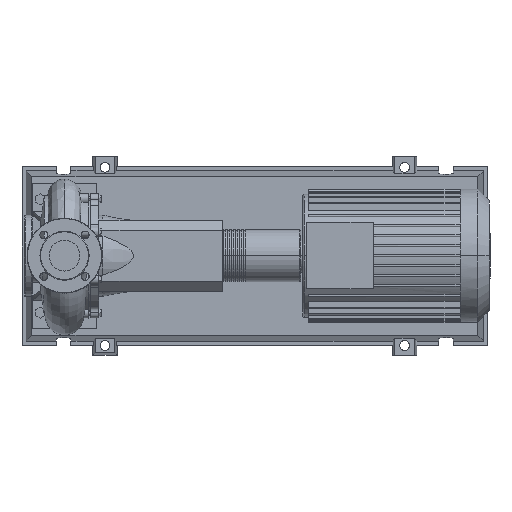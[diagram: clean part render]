
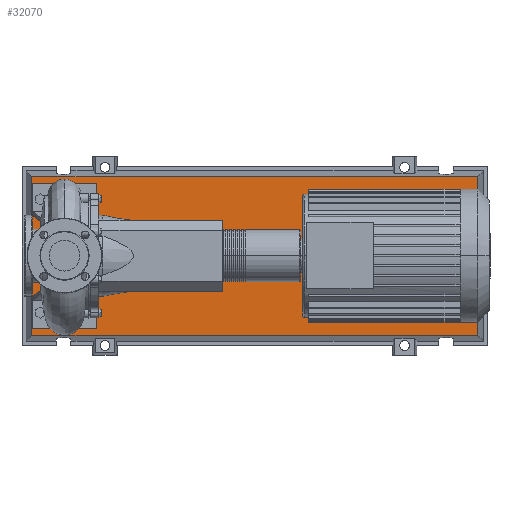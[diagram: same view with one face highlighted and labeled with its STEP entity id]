
A CAD part, top view. The second image highlights one B-rep face of the part: STEP entity #32070.
In plain terms, the highlighted planar face has unit normal (0, 0, 1).
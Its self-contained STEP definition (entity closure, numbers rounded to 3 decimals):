
#31751=CARTESIAN_POINT('',(1020.471,-195.471,103.0));
#31752=VERTEX_POINT('',#31751);
#31759=CARTESIAN_POINT('',(-80.471,-195.471,103.0));
#31760=VERTEX_POINT('',#31759);
#31761=CARTESIAN_POINT('',(1020.471,-195.471,103.0));
#31762=DIRECTION('',(-1.0,0.0,0.0));
#31763=VECTOR('',#31762,1100.941);
#31764=LINE('',#31761,#31763);
#31765=EDGE_CURVE('',#31752,#31760,#31764,.T.);
#31983=CARTESIAN_POINT('',(1020.471,195.471,103.0));
#31984=VERTEX_POINT('',#31983);
#31985=CARTESIAN_POINT('',(1020.471,195.471,103.0));
#31986=DIRECTION('',(0.0,-1.0,0.0));
#31987=VECTOR('',#31986,390.941);
#31988=LINE('',#31985,#31987);
#31989=EDGE_CURVE('',#31984,#31752,#31988,.T.);
#32007=CARTESIAN_POINT('',(-80.471,195.471,103.0));
#32008=VERTEX_POINT('',#32007);
#32009=CARTESIAN_POINT('',(-80.471,-195.471,103.0));
#32010=DIRECTION('',(0.0,1.0,0.0));
#32011=VECTOR('',#32010,390.941);
#32012=LINE('',#32009,#32011);
#32013=EDGE_CURVE('',#31760,#32008,#32012,.T.);
#32046=CARTESIAN_POINT('',(-80.471,195.471,103.0));
#32047=DIRECTION('',(1.0,0.0,0.0));
#32048=VECTOR('',#32047,1100.941);
#32049=LINE('',#32046,#32048);
#32050=EDGE_CURVE('',#32008,#31984,#32049,.T.);
#32059=CARTESIAN_POINT('',(470.,0.,103.0));
#32060=DIRECTION('',(0.0,0.0,1.0));
#32061=DIRECTION('',(1.0,0.0,0.0));
#32062=AXIS2_PLACEMENT_3D('',#32059,#32060,#32061);
#32063=PLANE('',#32062);
#32064=ORIENTED_EDGE('',*,*,#31989,.F.);
#32065=ORIENTED_EDGE('',*,*,#32050,.F.);
#32066=ORIENTED_EDGE('',*,*,#32013,.F.);
#32067=ORIENTED_EDGE('',*,*,#31765,.F.);
#32068=EDGE_LOOP('',(#32064,#32065,#32066,#32067));
#32069=FACE_OUTER_BOUND('',#32068,.T.);
#32070=ADVANCED_FACE('',(#32069),#32063,.T.);
